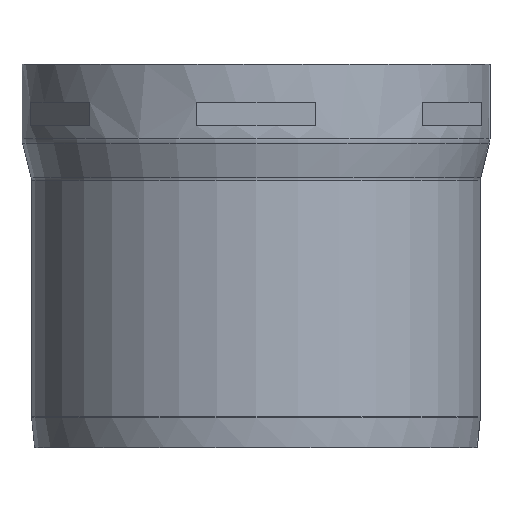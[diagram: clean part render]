
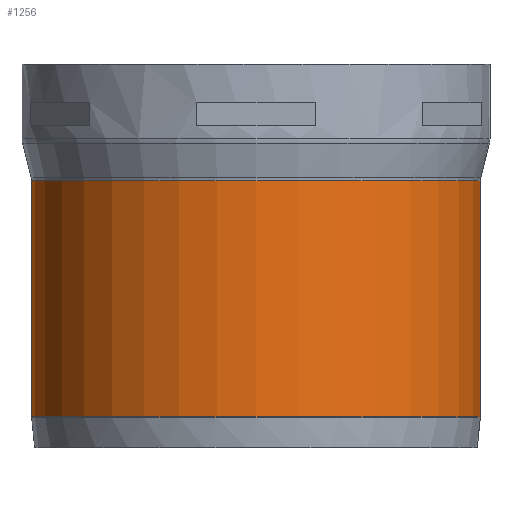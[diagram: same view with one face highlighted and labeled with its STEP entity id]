
A CAD part, front view. The second image highlights one B-rep face of the part: STEP entity #1256.
In plain terms, the highlighted cylindrical face has radius 585 mm (diameter 1170 mm), a full revolution.
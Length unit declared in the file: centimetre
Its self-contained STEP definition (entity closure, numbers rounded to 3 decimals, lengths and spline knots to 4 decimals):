
#46=CYLINDRICAL_SURFACE('',#2077,58.5);
#148=FACE_OUTER_BOUND('',#243,.T.);
#243=EDGE_LOOP('',(#1000,#1001,#1002,#1003,#1004,#1005));
#399=VERTEX_POINT('',#3339);
#400=VERTEX_POINT('',#3341);
#401=VERTEX_POINT('',#3345);
#402=VERTEX_POINT('',#3347);
#623=EDGE_CURVE('',#399,#400,#1419,.T.);
#624=EDGE_CURVE('',#400,#399,#1420,.T.);
#625=EDGE_CURVE('',#400,#401,#1711,.T.);
#626=EDGE_CURVE('',#402,#401,#1421,.T.);
#627=EDGE_CURVE('',#401,#402,#1422,.T.);
#1000=ORIENTED_EDGE('',*,*,#624,.F.);
#1001=ORIENTED_EDGE('',*,*,#625,.T.);
#1002=ORIENTED_EDGE('',*,*,#626,.F.);
#1003=ORIENTED_EDGE('',*,*,#627,.F.);
#1004=ORIENTED_EDGE('',*,*,#625,.F.);
#1005=ORIENTED_EDGE('',*,*,#623,.F.);
#1256=ADVANCED_FACE('',(#148),#46,.T.);
#1419=CIRCLE('',#2075,58.5);
#1420=CIRCLE('',#2076,58.5);
#1421=CIRCLE('',#2078,58.5);
#1422=CIRCLE('',#2079,58.5);
#1711=LINE('',#3346,#1869);
#1869=VECTOR('',#2666,58.5);
#2075=AXIS2_PLACEMENT_3D('',#3342,#2660,#2661);
#2076=AXIS2_PLACEMENT_3D('',#3343,#2662,#2663);
#2077=AXIS2_PLACEMENT_3D('',#3344,#2664,#2665);
#2078=AXIS2_PLACEMENT_3D('',#3348,#2667,#2668);
#2079=AXIS2_PLACEMENT_3D('',#3349,#2669,#2670);
#2660=DIRECTION('center_axis',(0.,0.,-1.));
#2661=DIRECTION('ref_axis',(-1.,0.,0.));
#2662=DIRECTION('center_axis',(0.,0.,-1.));
#2663=DIRECTION('ref_axis',(-1.,0.,0.));
#2664=DIRECTION('center_axis',(0.,0.,-1.));
#2665=DIRECTION('ref_axis',(1.,0.,0.));
#2666=DIRECTION('',(0.,0.,1.));
#2667=DIRECTION('center_axis',(0.,0.,1.));
#2668=DIRECTION('ref_axis',(-1.,0.,0.));
#2669=DIRECTION('center_axis',(0.,0.,1.));
#2670=DIRECTION('ref_axis',(-1.,0.,0.));
#3339=CARTESIAN_POINT('',(0.,-58.5,8.0499));
#3341=CARTESIAN_POINT('',(-58.5,0.,8.0499));
#3342=CARTESIAN_POINT('Origin',(0.,0.,8.0499));
#3343=CARTESIAN_POINT('Origin',(0.,0.,8.0499));
#3344=CARTESIAN_POINT('Origin',(0.,0.,39.));
#3345=CARTESIAN_POINT('',(-58.5,0.,69.6307));
#3346=CARTESIAN_POINT('',(-58.5,0.,39.));
#3347=CARTESIAN_POINT('',(0.,-58.5,69.6307));
#3348=CARTESIAN_POINT('Origin',(0.,0.,69.6307));
#3349=CARTESIAN_POINT('Origin',(0.,0.,69.6307));
